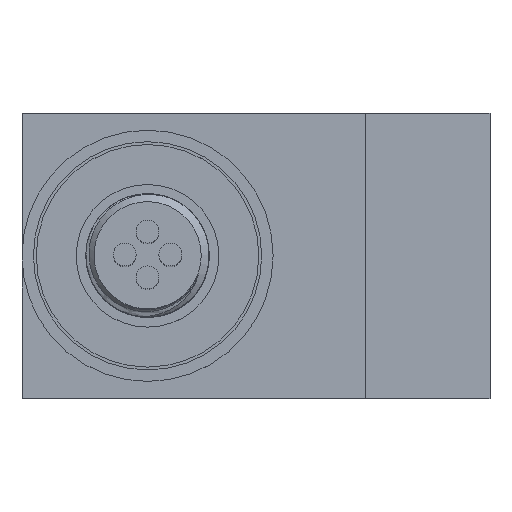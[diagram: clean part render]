
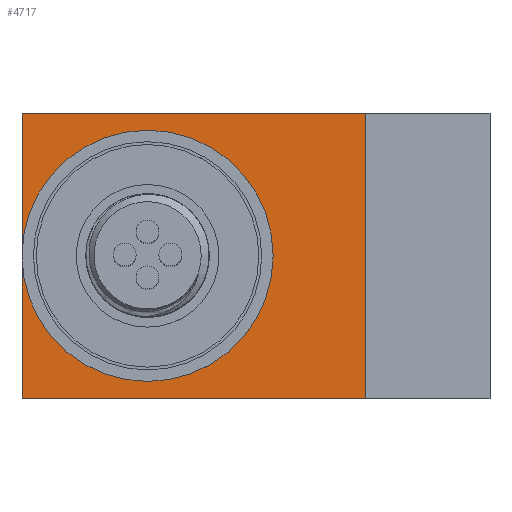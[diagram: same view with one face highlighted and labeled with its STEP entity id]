
A CAD part, top view. The second image highlights one B-rep face of the part: STEP entity #4717.
In plain terms, the highlighted planar face has unit normal (0, 0, 1).
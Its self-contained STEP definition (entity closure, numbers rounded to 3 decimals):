
#413=LINE($,#11786,#811);
#414=LINE($,#11788,#812);
#415=LINE($,#11791,#813);
#416=LINE($,#11793,#814);
#417=LINE($,#11794,#815);
#811=VECTOR($,#5580,30.115);
#812=VECTOR($,#5581,12.5);
#813=VECTOR($,#5584,12.5);
#814=VECTOR($,#5585,30.115);
#815=VECTOR($,#5586,25.);
#933=PLANE($,#4881);
#1020=CIRCLE($,#4882,11.);
#1263=FACE_OUTER_BOUND($,#1548,.T.);
#1548=EDGE_LOOP($,(#4176,#4177,#4178,#4179,#4180,#4181));
#2249=VERTEX_POINT($,#11784);
#2250=VERTEX_POINT($,#11785);
#2251=VERTEX_POINT($,#11787);
#2252=VERTEX_POINT($,#11790);
#2253=VERTEX_POINT($,#11792);
#2903=EDGE_CURVE($,#2249,#2250,#413,.T.);
#2904=EDGE_CURVE($,#2251,#2249,#414,.T.);
#2905=EDGE_CURVE($,#2251,#2251,#1020,.T.);
#2906=EDGE_CURVE($,#2252,#2251,#415,.T.);
#2907=EDGE_CURVE($,#2253,#2252,#416,.T.);
#2908=EDGE_CURVE($,#2250,#2253,#417,.T.);
#4176=ORIENTED_EDGE($,*,*,#2903,.F.);
#4177=ORIENTED_EDGE($,*,*,#2904,.F.);
#4178=ORIENTED_EDGE($,*,*,#2905,.F.);
#4179=ORIENTED_EDGE($,*,*,#2906,.F.);
#4180=ORIENTED_EDGE($,*,*,#2907,.F.);
#4181=ORIENTED_EDGE($,*,*,#2908,.F.);
#4717=ADVANCED_FACE($,(#1263),#933,.T.);
#4881=AXIS2_PLACEMENT_3D($,#11783,#5578,#5579);
#4882=AXIS2_PLACEMENT_3D($,#11789,#5582,#5583);
#5578=DIRECTION('center_axis',(0.,0.,
1.));
#5579=DIRECTION('ref_axis',(1.,0.,0.));
#5580=DIRECTION($,(1.,0.,0.));
#5581=DIRECTION($,(0.,1.,0.));
#5582=DIRECTION('center_axis',(0.,0.,
1.));
#5583=DIRECTION('ref_axis',(-1.,0.,0.));
#5584=DIRECTION($,(0.,1.,0.));
#5585=DIRECTION($,(-1.,0.,0.));
#5586=DIRECTION($,(0.,-1.,0.));
#11783=CARTESIAN_POINT('Origin',(-5.442,0.,
8.2));
#11784=CARTESIAN_POINT('',(-20.5,12.5,8.2));
#11785=CARTESIAN_POINT('',(9.615,12.5,8.2));
#11786=CARTESIAN_POINT($,(9.615,12.5,8.2));
#11787=CARTESIAN_POINT('',(-20.5,0.,8.2));
#11788=CARTESIAN_POINT($,(-20.5,12.5,8.2));
#11789=CARTESIAN_POINT('Origin',(-9.5,0.,8.2));
#11790=CARTESIAN_POINT('',(-20.5,-12.5,8.2));
#11791=CARTESIAN_POINT($,(-20.5,12.5,8.2));
#11792=CARTESIAN_POINT('',(9.615,-12.5,8.2));
#11793=CARTESIAN_POINT($,(-20.5,-12.5,8.2));
#11794=CARTESIAN_POINT($,(9.615,-12.5,8.2));
